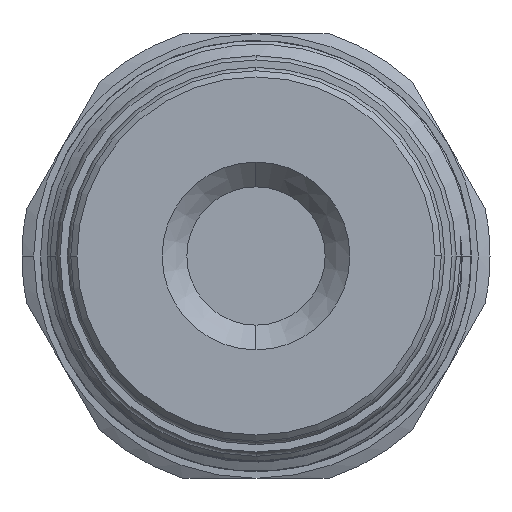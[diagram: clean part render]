
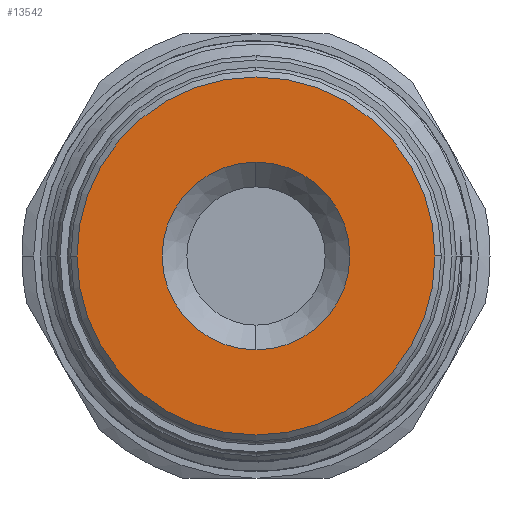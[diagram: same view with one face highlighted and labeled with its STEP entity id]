
A CAD part, left-side view. The second image highlights one B-rep face of the part: STEP entity #13542.
In plain terms, the highlighted planar face has unit normal (-1, 0, 0).
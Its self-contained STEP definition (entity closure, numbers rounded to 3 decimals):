
#156 = CIRCLE ( 'NONE', #2546, 7.6 ) ;
#308 = ORIENTED_EDGE ( 'NONE', *, *, #4371, .T. ) ;
#1218 = EDGE_LOOP ( 'NONE', ( #10699, #308 ) ) ;
#1274 = VERTEX_POINT ( 'NONE', #3485 ) ;
#2295 = DIRECTION ( 'NONE',  ( 0., 1., 0. ) ) ;
#2546 = AXIS2_PLACEMENT_3D ( 'NONE', #9553, #3171, #5552 ) ;
#2658 = AXIS2_PLACEMENT_3D ( 'NONE', #8651, #6515, #2295 ) ;
#3171 = DIRECTION ( 'NONE',  ( 1., 0., 0. ) ) ;
#3428 = CARTESIAN_POINT ( 'NONE',  ( -47.8, 0., 7.6 ) ) ;
#3446 = AXIS2_PLACEMENT_3D ( 'NONE', #5622, #6595, #13066 ) ;
#3485 = CARTESIAN_POINT ( 'NONE',  ( -47.8, 0., -7.6 ) ) ;
#3547 = CIRCLE ( 'NONE', #3932, 7.6 ) ;
#3932 = AXIS2_PLACEMENT_3D ( 'NONE', #10153, #4956, #12252 ) ;
#4162 = AXIS2_PLACEMENT_3D ( 'NONE', #7337, #11712, #4183 ) ;
#4183 = DIRECTION ( 'NONE',  ( 0., 1., 0. ) ) ;
#4371 = EDGE_CURVE ( 'NONE', #7364, #7474, #8933, .T. ) ;
#4656 = VERTEX_POINT ( 'NONE', #3428 ) ;
#4956 = DIRECTION ( 'NONE',  ( 1., 0., 0. ) ) ;
#4988 = CARTESIAN_POINT ( 'NONE',  ( -47.8, 14.5, 0. ) ) ;
#5552 = DIRECTION ( 'NONE',  ( 0., 1., 0. ) ) ;
#5622 = CARTESIAN_POINT ( 'NONE',  ( -47.8, 0., 0. ) ) ;
#6515 = DIRECTION ( 'NONE',  ( -1., 0., 0. ) ) ;
#6527 = EDGE_CURVE ( 'NONE', #7474, #7364, #7373, .T. ) ;
#6595 = DIRECTION ( 'NONE',  ( 1., 0., 0. ) ) ;
#7337 = CARTESIAN_POINT ( 'NONE',  ( -47.8, 0., 0. ) ) ;
#7339 = FACE_BOUND ( 'NONE', #10445, .T. ) ;
#7364 = VERTEX_POINT ( 'NONE', #12187 ) ;
#7373 = CIRCLE ( 'NONE', #2658, 14.5 ) ;
#7474 = VERTEX_POINT ( 'NONE', #4988 ) ;
#7700 = PLANE ( 'NONE',  #3446 ) ;
#8647 = ORIENTED_EDGE ( 'NONE', *, *, #11783, .T. ) ;
#8651 = CARTESIAN_POINT ( 'NONE',  ( -47.8, 0., 0. ) ) ;
#8933 = CIRCLE ( 'NONE', #4162, 14.5 ) ;
#9553 = CARTESIAN_POINT ( 'NONE',  ( -47.8, 0., 0. ) ) ;
#10153 = CARTESIAN_POINT ( 'NONE',  ( -47.8, 0., 0. ) ) ;
#10281 = EDGE_CURVE ( 'NONE', #4656, #1274, #156, .T. ) ;
#10445 = EDGE_LOOP ( 'NONE', ( #11174, #8647 ) ) ;
#10699 = ORIENTED_EDGE ( 'NONE', *, *, #6527, .T. ) ;
#11174 = ORIENTED_EDGE ( 'NONE', *, *, #10281, .T. ) ;
#11663 = FACE_OUTER_BOUND ( 'NONE', #1218, .T. ) ;
#11712 = DIRECTION ( 'NONE',  ( -1., 0., 0. ) ) ;
#11783 = EDGE_CURVE ( 'NONE', #1274, #4656, #3547, .T. ) ;
#12187 = CARTESIAN_POINT ( 'NONE',  ( -47.8, -14.5, 0. ) ) ;
#12252 = DIRECTION ( 'NONE',  ( 0., 1., 0. ) ) ;
#13066 = DIRECTION ( 'NONE',  ( 0., 1., 0. ) ) ;
#13542 = ADVANCED_FACE ( 'NONE', ( #11663, #7339 ), #7700, .F. ) ;
